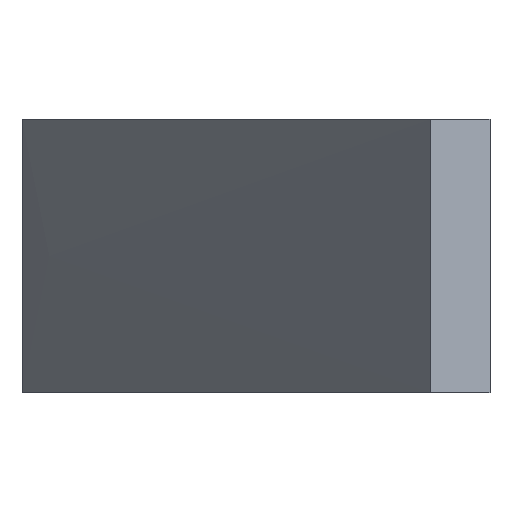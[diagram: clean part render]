
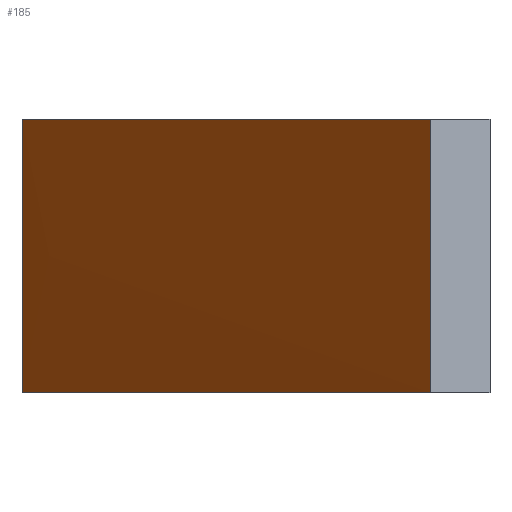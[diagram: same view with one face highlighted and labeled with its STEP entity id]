
A CAD part, left-side view. The second image highlights one B-rep face of the part: STEP entity #185.
In plain terms, the highlighted face is a extrusion surface.
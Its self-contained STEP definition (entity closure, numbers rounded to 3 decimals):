
#40=CARTESIAN_POINT('Vertex',(496.358,-6.899,9.)) ;
#56=CARTESIAN_POINT('Vertex',(496.358,-6.899,0.)) ;
#59=CARTESIAN_POINT('Line Origine',(496.358,-6.899,4.5)) ;
#122=CARTESIAN_POINT('Vertex',(434.162,-20.331,9.)) ;
#125=CARTESIAN_POINT('Line Origine',(434.162,-20.331,4.5)) ;
#129=CARTESIAN_POINT('Vertex',(434.162,-20.331,0.)) ;
#145=CARTESIAN_POINT('Control Point',(434.162,-20.331,0.)) ;
#146=CARTESIAN_POINT('Control Point',(445.823,-17.922,0.)) ;
#147=CARTESIAN_POINT('Control Point',(457.471,-15.455,0.)) ;
#148=CARTESIAN_POINT('Control Point',(469.105,-12.94,0.)) ;
#149=CARTESIAN_POINT('Control Point',(481.531,-10.207,0.)) ;
#150=CARTESIAN_POINT('Control Point',(493.949,-7.437,0.)) ;
#151=CARTESIAN_POINT('Control Point',(494.752,-7.258,0.)) ;
#152=CARTESIAN_POINT('Control Point',(495.555,-7.078,0.)) ;
#153=CARTESIAN_POINT('Control Point',(496.358,-6.899,0.)) ;
#158=CARTESIAN_POINT('Control Point',(434.162,-20.331,9.)) ;
#159=CARTESIAN_POINT('Control Point',(445.823,-17.922,9.)) ;
#160=CARTESIAN_POINT('Control Point',(457.471,-15.455,9.)) ;
#161=CARTESIAN_POINT('Control Point',(469.105,-12.94,9.)) ;
#162=CARTESIAN_POINT('Control Point',(481.531,-10.207,9.)) ;
#163=CARTESIAN_POINT('Control Point',(493.949,-7.437,9.)) ;
#164=CARTESIAN_POINT('Control Point',(494.752,-7.258,9.)) ;
#165=CARTESIAN_POINT('Control Point',(495.555,-7.078,9.)) ;
#166=CARTESIAN_POINT('Control Point',(496.358,-6.899,9.)) ;
#169=CARTESIAN_POINT('Control Point',(434.162,-20.331,0.)) ;
#170=CARTESIAN_POINT('Control Point',(445.823,-17.922,0.)) ;
#171=CARTESIAN_POINT('Control Point',(457.471,-15.455,0.)) ;
#172=CARTESIAN_POINT('Control Point',(469.105,-12.94,0.)) ;
#173=CARTESIAN_POINT('Control Point',(481.531,-10.207,0.)) ;
#174=CARTESIAN_POINT('Control Point',(493.949,-7.437,0.)) ;
#175=CARTESIAN_POINT('Control Point',(494.752,-7.258,0.)) ;
#176=CARTESIAN_POINT('Control Point',(495.555,-7.078,0.)) ;
#177=CARTESIAN_POINT('Control Point',(496.358,-6.899,0.)) ;
#61=VECTOR('Line Direction',#60,1.) ;
#127=VECTOR('Line Direction',#126,1.) ;
#155=VECTOR('Extrusion Surface Vector',#154,1.) ;
#60=DIRECTION('Vector Direction',(0.,0.,1.)) ;
#126=DIRECTION('Vector Direction',(0.,0.,1.)) ;
#154=DIRECTION('Vector Direction',(0.,0.,1.)) ;
#62=LINE('Line',#59,#61) ;
#128=LINE('Line',#125,#127) ;
#63=EDGE_CURVE('',#57,#41,#62,.T.) ;
#131=EDGE_CURVE('',#130,#123,#128,.T.) ;
#167=EDGE_CURVE('',#123,#41,#157,.T.) ;
#178=EDGE_CURVE('',#130,#57,#168,.T.) ;
#180=ORIENTED_EDGE('',*,*,#167,.T.) ;
#181=ORIENTED_EDGE('',*,*,#63,.F.) ;
#182=ORIENTED_EDGE('',*,*,#178,.F.) ;
#183=ORIENTED_EDGE('',*,*,#131,.T.) ;
#179=EDGE_LOOP('',(#180,#181,#182,#183)) ;
#41=VERTEX_POINT('',#40) ;
#57=VERTEX_POINT('',#56) ;
#123=VERTEX_POINT('',#122) ;
#130=VERTEX_POINT('',#129) ;
#185=ADVANCED_FACE('PartBody',(#184),#156,.F.) ;
#144=B_SPLINE_CURVE_WITH_KNOTS('',5,(#145,#146,#147,#148,#149,#150,#151,#152,#153),.UNSPECIFIED.,.F.,.U.,(6,3,6),(0.,59.516,63.631),.UNSPECIFIED.) ;
#157=B_SPLINE_CURVE_WITH_KNOTS('',5,(#158,#159,#160,#161,#162,#163,#164,#165,#166),.UNSPECIFIED.,.F.,.U.,(6,3,6),(500050.349,500109.85,500113.963),.UNSPECIFIED.) ;
#168=B_SPLINE_CURVE_WITH_KNOTS('',5,(#169,#170,#171,#172,#173,#174,#175,#176,#177),.UNSPECIFIED.,.F.,.U.,(6,3,6),(500050.349,500109.85,500113.963),.UNSPECIFIED.) ;
#184=FACE_OUTER_BOUND('',#179,.T.) ;
#156=SURFACE_OF_LINEAR_EXTRUSION('generated tabulated cylinder',#144,#155) ;
